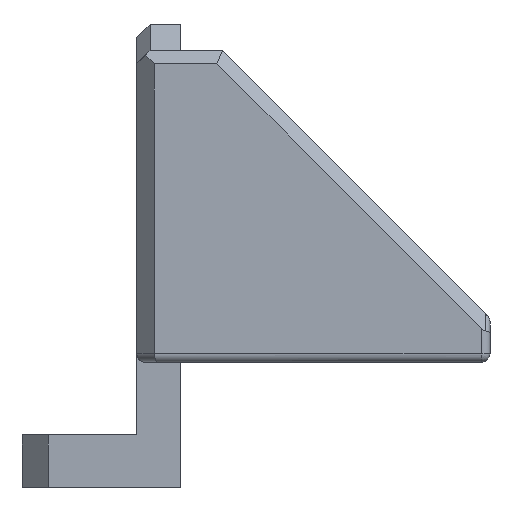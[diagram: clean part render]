
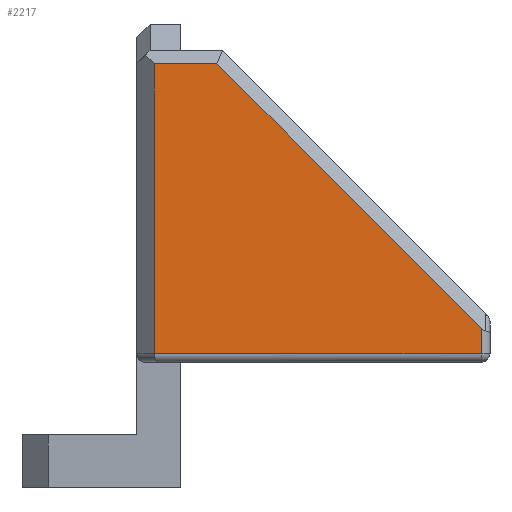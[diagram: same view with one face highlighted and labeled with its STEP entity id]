
A CAD part, left-side view. The second image highlights one B-rep face of the part: STEP entity #2217.
In plain terms, the highlighted planar face has unit normal (-1, 0, 0).
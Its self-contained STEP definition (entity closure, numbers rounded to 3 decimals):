
#9 = VERTEX_POINT ( 'NONE', #1531 ) ;
#20 = EDGE_CURVE ( 'NONE', #2892, #9, #2264, .T. ) ;
#138 = ORIENTED_EDGE ( 'NONE', *, *, #1599, .T. ) ;
#152 = VERTEX_POINT ( 'NONE', #1817 ) ;
#539 = CARTESIAN_POINT ( 'NONE',  ( -27., -35., -16.3 ) ) ;
#559 = CARTESIAN_POINT ( 'NONE',  ( -27., 5., 16.5 ) ) ;
#584 = VECTOR ( 'NONE', #3011, 1000. ) ;
#592 = EDGE_CURVE ( 'NONE', #9, #1180, #1121, .T. ) ;
#627 = DIRECTION ( 'NONE',  ( 0., 0., 1. ) ) ;
#676 = ORIENTED_EDGE ( 'NONE', *, *, #1109, .T. ) ;
#822 = CARTESIAN_POINT ( 'NONE',  ( -27., 3., -16.3 ) ) ;
#839 = EDGE_LOOP ( 'NONE', ( #2428, #2724, #138, #1705, #676 ) ) ;
#906 = VECTOR ( 'NONE', #627, 1000. ) ;
#1003 = CARTESIAN_POINT ( 'NONE',  ( -27., -34., -13.421 ) ) ;
#1063 = VECTOR ( 'NONE', #2048, 1000. ) ;
#1109 = EDGE_CURVE ( 'NONE', #2898, #2892, #1644, .T. ) ;
#1121 = LINE ( 'NONE', #2549, #906 ) ;
#1148 = FACE_OUTER_BOUND ( 'NONE', #839, .T. ) ;
#1165 = DIRECTION ( 'NONE',  ( -1., 0., 0. ) ) ;
#1180 = VERTEX_POINT ( 'NONE', #1003 ) ;
#1421 = AXIS2_PLACEMENT_3D ( 'NONE', #2376, #1165, #2672 ) ;
#1531 = CARTESIAN_POINT ( 'NONE',  ( -27., -34., -16.3 ) ) ;
#1599 = EDGE_CURVE ( 'NONE', #1180, #152, #3168, .T. ) ;
#1644 = LINE ( 'NONE', #2415, #2951 ) ;
#1676 = EDGE_CURVE ( 'NONE', #152, #2898, #1816, .T. ) ;
#1705 = ORIENTED_EDGE ( 'NONE', *, *, #1676, .T. ) ;
#1724 = CARTESIAN_POINT ( 'NONE',  ( -27., -3.639, 16.939 ) ) ;
#1770 = CARTESIAN_POINT ( 'NONE',  ( -27., 3., 16.5 ) ) ;
#1816 = LINE ( 'NONE', #559, #584 ) ;
#1817 = CARTESIAN_POINT ( 'NONE',  ( -27., -4.079, 16.5 ) ) ;
#1869 = PLANE ( 'NONE',  #1421 ) ;
#2048 = DIRECTION ( 'NONE',  ( 0., -1., 0. ) ) ;
#2217 = ADVANCED_FACE ( 'NONE', ( #1148 ), #1869, .T. ) ;
#2264 = LINE ( 'NONE', #539, #1063 ) ;
#2376 = CARTESIAN_POINT ( 'NONE',  ( -27., 0., 0. ) ) ;
#2415 = CARTESIAN_POINT ( 'NONE',  ( -27., 3., 0. ) ) ;
#2428 = ORIENTED_EDGE ( 'NONE', *, *, #20, .T. ) ;
#2536 = VECTOR ( 'NONE', #2681, 1000. ) ;
#2549 = CARTESIAN_POINT ( 'NONE',  ( -27., -34., -14.421 ) ) ;
#2587 = DIRECTION ( 'NONE',  ( 0., 0., -1. ) ) ;
#2672 = DIRECTION ( 'NONE',  ( 0., 0., 1. ) ) ;
#2681 = DIRECTION ( 'NONE',  ( 0., 0.707, 0.707 ) ) ;
#2724 = ORIENTED_EDGE ( 'NONE', *, *, #592, .T. ) ;
#2892 = VERTEX_POINT ( 'NONE', #822 ) ;
#2898 = VERTEX_POINT ( 'NONE', #1770 ) ;
#2951 = VECTOR ( 'NONE', #2587, 1000. ) ;
#3011 = DIRECTION ( 'NONE',  ( 0., 1., 0. ) ) ;
#3168 = LINE ( 'NONE', #1724, #2536 ) ;
